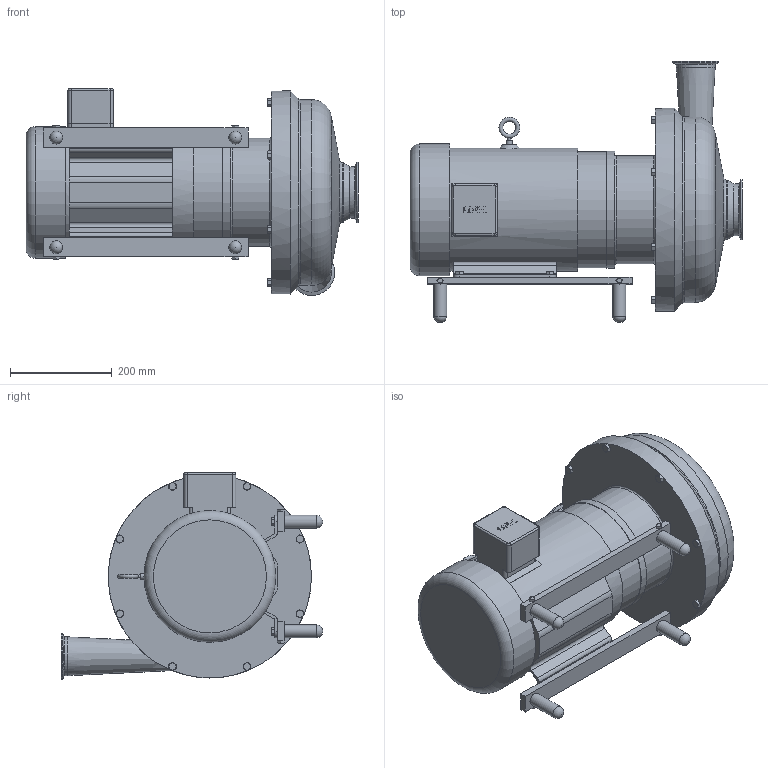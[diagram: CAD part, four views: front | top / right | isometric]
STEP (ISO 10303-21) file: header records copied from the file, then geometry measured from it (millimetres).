
FILE_DESCRIPTION(/* description */ (''),/* implementation_level */ '2;1');
FILE_NAME(/* name */ 'W+_W+110-130_213TC_4.0x3.0_S-Line_7.5HP_SM.stp',/* time_stamp */ '2020-11-04T17:30:29+05:00',/* author */ ('KRXREM'),/* organization */ (''),/* preprocessor_version */ 'ST-DEVELOPER v17',/* originating_system */ 'Autodesk Inventor 2018',/* authorisation */ '');
FILE_SCHEMA (('AUTOMOTIVE_DESIGN { 1 0 10303 214 3 1 1 }'));
Length unit declared in the file: inch
Products named in the file (1): W+_W+110-130_213TC_4.0x3.0_S-Line_7.5HP_SM
Bounding box: 653.72 x 514.95 x 407.22 mm (x, y, z)
Volume: 38019507 mm3; surface area: 1002242.6 mm2
Topology: 1 solids, 1 shells, 420 faces, 1094 edges, 696 vertices
Faces by surface type: plane 221, cone 103, cylinder 48, bspline 29, torus 15, sphere 4
Full cylindrical faces by diameter (mm): 5.751 x1, 12.141 x1, 25.4 x4, 71.984 x1, 76.327 x1, 90.907 x1, 97.384 x1, 101.727 x1, 117.011 x1, 118.923 x1, 213 x1, 228.092 x1, 230 x1, 242.824 x1, 259.588 x1, 400 x1
Entity records: 13377 total; most frequent: CARTESIAN_POINT 3146, ORIENTED_EDGE 2180, DIRECTION 1946, EDGE_CURVE 1090, AXIS2_PLACEMENT_3D 702, VERTEX_POINT 696, LINE 542, VECTOR 542
